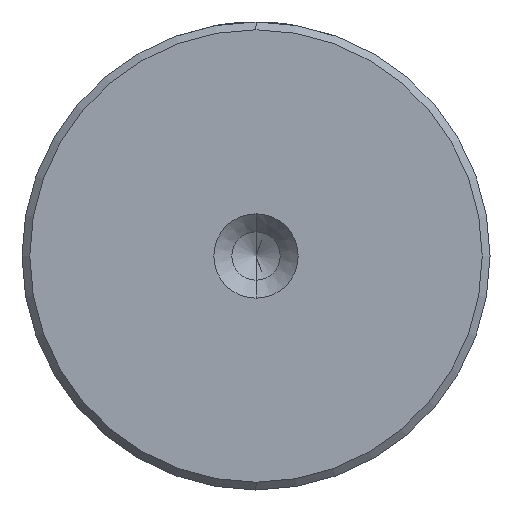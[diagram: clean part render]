
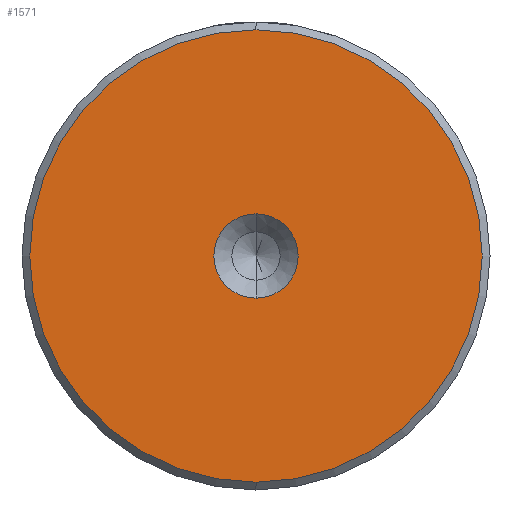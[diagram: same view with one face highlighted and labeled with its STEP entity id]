
A CAD part, left-side view. The second image highlights one B-rep face of the part: STEP entity #1571.
In plain terms, the highlighted planar face has unit normal (-1, 0, 0).
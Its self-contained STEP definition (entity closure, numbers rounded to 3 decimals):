
#109 = FACE_BOUND ( 'NONE', #1455, .T. ) ;
#146 = VERTEX_POINT ( 'NONE', #1312 ) ;
#199 = PLANE ( 'NONE',  #1225 ) ;
#344 = CARTESIAN_POINT ( 'NONE',  ( 0., 0., 2.7 ) ) ;
#357 = EDGE_LOOP ( 'NONE', ( #676, #1991 ) ) ;
#401 = CIRCLE ( 'NONE', #1432, 2.7 ) ;
#538 = EDGE_CURVE ( 'NONE', #1353, #146, #876, .T. ) ;
#544 = CARTESIAN_POINT ( 'NONE',  ( 0., 0., 0. ) ) ;
#569 = CIRCLE ( 'NONE', #1276, 14.5 ) ;
#645 = ORIENTED_EDGE ( 'NONE', *, *, #941, .F. ) ;
#676 = ORIENTED_EDGE ( 'NONE', *, *, #538, .T. ) ;
#681 = CARTESIAN_POINT ( 'NONE',  ( 0., 0., 0. ) ) ;
#733 = DIRECTION ( 'NONE',  ( 0., 0., 1. ) ) ;
#784 = CARTESIAN_POINT ( 'NONE',  ( 0., 0., 0. ) ) ;
#876 = CIRCLE ( 'NONE', #974, 14.5 ) ;
#892 = DIRECTION ( 'NONE',  ( 0., 0., 1. ) ) ;
#941 = EDGE_CURVE ( 'NONE', #1081, #1359, #1186, .T. ) ;
#974 = AXIS2_PLACEMENT_3D ( 'NONE', #1005, #993, #989 ) ;
#989 = DIRECTION ( 'NONE',  ( 0., 0., 1. ) ) ;
#991 = DIRECTION ( 'NONE',  ( 0., 0., 1. ) ) ;
#993 = DIRECTION ( 'NONE',  ( -1., 0., 0. ) ) ;
#1005 = CARTESIAN_POINT ( 'NONE',  ( 0., 0., 0. ) ) ;
#1081 = VERTEX_POINT ( 'NONE', #1594 ) ;
#1186 = CIRCLE ( 'NONE', #1924, 2.7 ) ;
#1189 = DIRECTION ( 'NONE',  ( 0., 0., 1. ) ) ;
#1225 = AXIS2_PLACEMENT_3D ( 'NONE', #1927, #2312, #1189 ) ;
#1276 = AXIS2_PLACEMENT_3D ( 'NONE', #544, #1874, #733 ) ;
#1312 = CARTESIAN_POINT ( 'NONE',  ( 0., 0., 14.5 ) ) ;
#1353 = VERTEX_POINT ( 'NONE', #2246 ) ;
#1359 = VERTEX_POINT ( 'NONE', #344 ) ;
#1432 = AXIS2_PLACEMENT_3D ( 'NONE', #681, #2010, #892 ) ;
#1455 = EDGE_LOOP ( 'NONE', ( #1789, #645 ) ) ;
#1571 = ADVANCED_FACE ( 'NONE', ( #1619, #109 ), #199, .T. ) ;
#1594 = CARTESIAN_POINT ( 'NONE',  ( 0., 0., -2.7 ) ) ;
#1619 = FACE_OUTER_BOUND ( 'NONE', #357, .T. ) ;
#1789 = ORIENTED_EDGE ( 'NONE', *, *, #1813, .F. ) ;
#1813 = EDGE_CURVE ( 'NONE', #1359, #1081, #401, .T. ) ;
#1874 = DIRECTION ( 'NONE',  ( -1., 0., 0. ) ) ;
#1924 = AXIS2_PLACEMENT_3D ( 'NONE', #784, #2108, #991 ) ;
#1927 = CARTESIAN_POINT ( 'NONE',  ( 0., 0., 0. ) ) ;
#1991 = ORIENTED_EDGE ( 'NONE', *, *, #2291, .T. ) ;
#2010 = DIRECTION ( 'NONE',  ( -1., 0., 0. ) ) ;
#2108 = DIRECTION ( 'NONE',  ( -1., 0., 0. ) ) ;
#2246 = CARTESIAN_POINT ( 'NONE',  ( 0., 0., -14.5 ) ) ;
#2291 = EDGE_CURVE ( 'NONE', #146, #1353, #569, .T. ) ;
#2312 = DIRECTION ( 'NONE',  ( -1., 0., 0. ) ) ;
